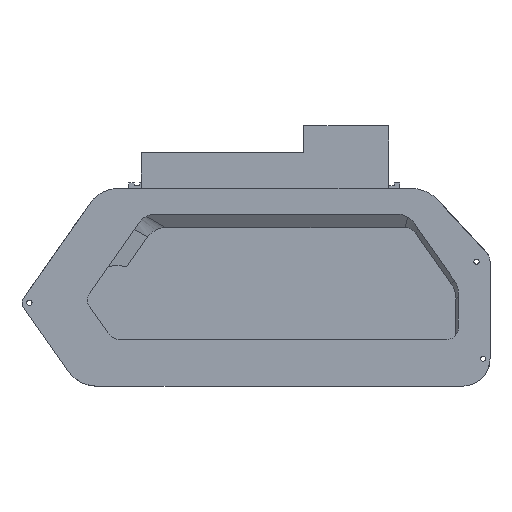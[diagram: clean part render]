
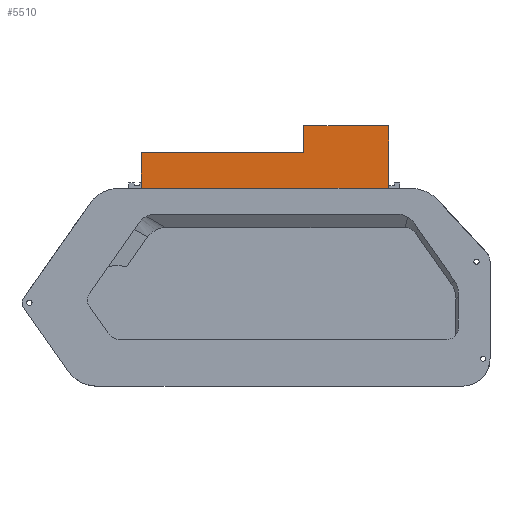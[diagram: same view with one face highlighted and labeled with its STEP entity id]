
A CAD part, front view. The second image highlights one B-rep face of the part: STEP entity #5510.
In plain terms, the highlighted planar face has unit normal (0, -1, 0).
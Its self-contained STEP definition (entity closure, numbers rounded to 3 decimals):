
#44 = PLANE('',#45);
#45 = AXIS2_PLACEMENT_3D('',#46,#47,#48);
#46 = CARTESIAN_POINT('',(2.682,2.4,3.25));
#47 = DIRECTION('',(0.,0.,1.));
#48 = DIRECTION('',(0.,-1.,0.));
#869 = EDGE_CURVE('',#870,#872,#874,.T.);
#870 = VERTEX_POINT('',#871);
#871 = CARTESIAN_POINT('',(-25.747,-10.45,3.25));
#872 = VERTEX_POINT('',#873);
#873 = CARTESIAN_POINT('',(31.111,-10.45,3.25));
#874 = SURFACE_CURVE('',#875,(#879,#886),.PCURVE_S1.);
#875 = LINE('',#876,#877);
#876 = CARTESIAN_POINT('',(11.603,-10.45,3.25));
#877 = VECTOR('',#878,1.);
#878 = DIRECTION('',(1.,0.,0.));
#879 = PCURVE('',#44,#880);
#880 = DEFINITIONAL_REPRESENTATION('',(#881),#885);
#881 = LINE('',#882,#883);
#882 = CARTESIAN_POINT('',(12.85,8.921));
#883 = VECTOR('',#884,1.);
#884 = DIRECTION('',(0.,1.));
#885 = ( GEOMETRIC_REPRESENTATION_CONTEXT(2) 
PARAMETRIC_REPRESENTATION_CONTEXT() REPRESENTATION_CONTEXT('2D SPACE',''
  ) );
#886 = PCURVE('',#887,#892);
#887 = PLANE('',#888);
#888 = AXIS2_PLACEMENT_3D('',#889,#890,#891);
#889 = CARTESIAN_POINT('',(4.282,-10.45,8.825));
#890 = DIRECTION('',(0.,-1.,0.));
#891 = DIRECTION('',(0.,0.,-1.));
#892 = DEFINITIONAL_REPRESENTATION('',(#893),#897);
#893 = LINE('',#894,#895);
#894 = CARTESIAN_POINT('',(5.575,7.321));
#895 = VECTOR('',#896,1.);
#896 = DIRECTION('',(0.,1.));
#897 = ( GEOMETRIC_REPRESENTATION_CONTEXT(2) 
PARAMETRIC_REPRESENTATION_CONTEXT() REPRESENTATION_CONTEXT('2D SPACE',''
  ) );
#915 = PLANE('',#916);
#916 = AXIS2_PLACEMENT_3D('',#917,#918,#919);
#917 = CARTESIAN_POINT('',(-25.747,-9.387,
    7.1));
#918 = DIRECTION('',(-1.,0.,0.));
#919 = DIRECTION('',(0.,-1.,0.));
#1025 = PLANE('',#1026);
#1026 = AXIS2_PLACEMENT_3D('',#1027,#1028,#1029);
#1027 = CARTESIAN_POINT('',(31.111,-7.277,
    9.833));
#1028 = DIRECTION('',(1.,0.,0.));
#1029 = DIRECTION('',(0.,0.,1.));
#5510 = ADVANCED_FACE('',(#5511),#887,.T.);
#5511 = FACE_BOUND('',#5512,.T.);
#5512 = EDGE_LOOP('',(#5513,#5543,#5571,#5592,#5593,#5616));
#5513 = ORIENTED_EDGE('',*,*,#5514,.F.);
#5514 = EDGE_CURVE('',#5515,#5517,#5519,.T.);
#5515 = VERTEX_POINT('',#5516);
#5516 = CARTESIAN_POINT('',(11.603,-10.45,11.5));
#5517 = VERTEX_POINT('',#5518);
#5518 = CARTESIAN_POINT('',(11.603,-10.45,17.6));
#5519 = SURFACE_CURVE('',#5520,(#5524,#5531),.PCURVE_S1.);
#5520 = LINE('',#5521,#5522);
#5521 = CARTESIAN_POINT('',(11.603,-10.45,3.25));
#5522 = VECTOR('',#5523,1.);
#5523 = DIRECTION('',(0.,0.,1.));
#5524 = PCURVE('',#887,#5525);
#5525 = DEFINITIONAL_REPRESENTATION('',(#5526),#5530);
#5526 = LINE('',#5527,#5528);
#5527 = CARTESIAN_POINT('',(5.575,7.321));
#5528 = VECTOR('',#5529,1.);
#5529 = DIRECTION('',(-1.,0.));
#5530 = ( GEOMETRIC_REPRESENTATION_CONTEXT(2) 
PARAMETRIC_REPRESENTATION_CONTEXT() REPRESENTATION_CONTEXT('2D SPACE',''
  ) );
#5531 = PCURVE('',#5532,#5537);
#5532 = PLANE('',#5533);
#5533 = AXIS2_PLACEMENT_3D('',#5534,#5535,#5536);
#5534 = CARTESIAN_POINT('',(11.603,-7.357,
    11.839));
#5535 = DIRECTION('',(-1.,-0.,-0.));
#5536 = DIRECTION('',(0.,0.,-1.));
#5537 = DEFINITIONAL_REPRESENTATION('',(#5538),#5542);
#5538 = LINE('',#5539,#5540);
#5539 = CARTESIAN_POINT('',(8.589,3.093));
#5540 = VECTOR('',#5541,1.);
#5541 = DIRECTION('',(-1.,0.));
#5542 = ( GEOMETRIC_REPRESENTATION_CONTEXT(2) 
PARAMETRIC_REPRESENTATION_CONTEXT() REPRESENTATION_CONTEXT('2D SPACE',''
  ) );
#5543 = ORIENTED_EDGE('',*,*,#5544,.F.);
#5544 = EDGE_CURVE('',#5545,#5515,#5547,.T.);
#5545 = VERTEX_POINT('',#5546);
#5546 = CARTESIAN_POINT('',(-25.747,-10.45,11.5));
#5547 = SURFACE_CURVE('',#5548,(#5552,#5559),.PCURVE_S1.);
#5548 = LINE('',#5549,#5550);
#5549 = CARTESIAN_POINT('',(2.265,-10.45,11.5));
#5550 = VECTOR('',#5551,1.);
#5551 = DIRECTION('',(1.,0.,0.));
#5552 = PCURVE('',#887,#5553);
#5553 = DEFINITIONAL_REPRESENTATION('',(#5554),#5558);
#5554 = LINE('',#5555,#5556);
#5555 = CARTESIAN_POINT('',(-2.675,-2.016));
#5556 = VECTOR('',#5557,1.);
#5557 = DIRECTION('',(0.,1.));
#5558 = ( GEOMETRIC_REPRESENTATION_CONTEXT(2) 
PARAMETRIC_REPRESENTATION_CONTEXT() REPRESENTATION_CONTEXT('2D SPACE',''
  ) );
#5559 = PCURVE('',#5560,#5565);
#5560 = PLANE('',#5561);
#5561 = AXIS2_PLACEMENT_3D('',#5562,#5563,#5564);
#5562 = CARTESIAN_POINT('',(4.692,-8.373,11.5));
#5563 = DIRECTION('',(0.,0.,1.));
#5564 = DIRECTION('',(0.,1.,0.));
#5565 = DEFINITIONAL_REPRESENTATION('',(#5566),#5570);
#5566 = LINE('',#5567,#5568);
#5567 = CARTESIAN_POINT('',(-2.077,2.427));
#5568 = VECTOR('',#5569,1.);
#5569 = DIRECTION('',(0.,-1.));
#5570 = ( GEOMETRIC_REPRESENTATION_CONTEXT(2) 
PARAMETRIC_REPRESENTATION_CONTEXT() REPRESENTATION_CONTEXT('2D SPACE',''
  ) );
#5571 = ORIENTED_EDGE('',*,*,#5572,.F.);
#5572 = EDGE_CURVE('',#870,#5545,#5573,.T.);
#5573 = SURFACE_CURVE('',#5574,(#5578,#5585),.PCURVE_S1.);
#5574 = LINE('',#5575,#5576);
#5575 = CARTESIAN_POINT('',(-25.747,-10.45,3.25));
#5576 = VECTOR('',#5577,1.);
#5577 = DIRECTION('',(0.,0.,1.));
#5578 = PCURVE('',#887,#5579);
#5579 = DEFINITIONAL_REPRESENTATION('',(#5580),#5584);
#5580 = LINE('',#5581,#5582);
#5581 = CARTESIAN_POINT('',(5.575,-30.029));
#5582 = VECTOR('',#5583,1.);
#5583 = DIRECTION('',(-1.,0.));
#5584 = ( GEOMETRIC_REPRESENTATION_CONTEXT(2) 
PARAMETRIC_REPRESENTATION_CONTEXT() REPRESENTATION_CONTEXT('2D SPACE',''
  ) );
#5585 = PCURVE('',#915,#5586);
#5586 = DEFINITIONAL_REPRESENTATION('',(#5587),#5591);
#5587 = LINE('',#5588,#5589);
#5588 = CARTESIAN_POINT('',(1.063,-3.85));
#5589 = VECTOR('',#5590,1.);
#5590 = DIRECTION('',(0.,1.));
#5591 = ( GEOMETRIC_REPRESENTATION_CONTEXT(2) 
PARAMETRIC_REPRESENTATION_CONTEXT() REPRESENTATION_CONTEXT('2D SPACE',''
  ) );
#5592 = ORIENTED_EDGE('',*,*,#869,.T.);
#5593 = ORIENTED_EDGE('',*,*,#5594,.T.);
#5594 = EDGE_CURVE('',#872,#5595,#5597,.T.);
#5595 = VERTEX_POINT('',#5596);
#5596 = CARTESIAN_POINT('',(31.111,-10.45,17.6));
#5597 = SURFACE_CURVE('',#5598,(#5602,#5609),.PCURVE_S1.);
#5598 = LINE('',#5599,#5600);
#5599 = CARTESIAN_POINT('',(31.111,-10.45,15.6));
#5600 = VECTOR('',#5601,1.);
#5601 = DIRECTION('',(0.,0.,1.));
#5602 = PCURVE('',#887,#5603);
#5603 = DEFINITIONAL_REPRESENTATION('',(#5604),#5608);
#5604 = LINE('',#5605,#5606);
#5605 = CARTESIAN_POINT('',(-6.775,26.829));
#5606 = VECTOR('',#5607,1.);
#5607 = DIRECTION('',(-1.,0.));
#5608 = ( GEOMETRIC_REPRESENTATION_CONTEXT(2) 
PARAMETRIC_REPRESENTATION_CONTEXT() REPRESENTATION_CONTEXT('2D SPACE',''
  ) );
#5609 = PCURVE('',#1025,#5610);
#5610 = DEFINITIONAL_REPRESENTATION('',(#5611),#5615);
#5611 = LINE('',#5612,#5613);
#5612 = CARTESIAN_POINT('',(5.767,3.173));
#5613 = VECTOR('',#5614,1.);
#5614 = DIRECTION('',(1.,0.));
#5615 = ( GEOMETRIC_REPRESENTATION_CONTEXT(2) 
PARAMETRIC_REPRESENTATION_CONTEXT() REPRESENTATION_CONTEXT('2D SPACE',''
  ) );
#5616 = ORIENTED_EDGE('',*,*,#5617,.F.);
#5617 = EDGE_CURVE('',#5517,#5595,#5618,.T.);
#5618 = SURFACE_CURVE('',#5619,(#5623,#5630),.PCURVE_S1.);
#5619 = LINE('',#5620,#5621);
#5620 = CARTESIAN_POINT('',(11.603,-10.45,17.6));
#5621 = VECTOR('',#5622,1.);
#5622 = DIRECTION('',(1.,0.,0.));
#5623 = PCURVE('',#887,#5624);
#5624 = DEFINITIONAL_REPRESENTATION('',(#5625),#5629);
#5625 = LINE('',#5626,#5627);
#5626 = CARTESIAN_POINT('',(-8.775,7.321));
#5627 = VECTOR('',#5628,1.);
#5628 = DIRECTION('',(0.,1.));
#5629 = ( GEOMETRIC_REPRESENTATION_CONTEXT(2) 
PARAMETRIC_REPRESENTATION_CONTEXT() REPRESENTATION_CONTEXT('2D SPACE',''
  ) );
#5630 = PCURVE('',#5631,#5636);
#5631 = PLANE('',#5632);
#5632 = AXIS2_PLACEMENT_3D('',#5633,#5634,#5635);
#5633 = CARTESIAN_POINT('',(21.357,-9.363,17.6));
#5634 = DIRECTION('',(0.,0.,1.));
#5635 = DIRECTION('',(1.,0.,0.));
#5636 = DEFINITIONAL_REPRESENTATION('',(#5637),#5641);
#5637 = LINE('',#5638,#5639);
#5638 = CARTESIAN_POINT('',(-9.754,-1.088));
#5639 = VECTOR('',#5640,1.);
#5640 = DIRECTION('',(1.,0.));
#5641 = ( GEOMETRIC_REPRESENTATION_CONTEXT(2) 
PARAMETRIC_REPRESENTATION_CONTEXT() REPRESENTATION_CONTEXT('2D SPACE',''
  ) );
